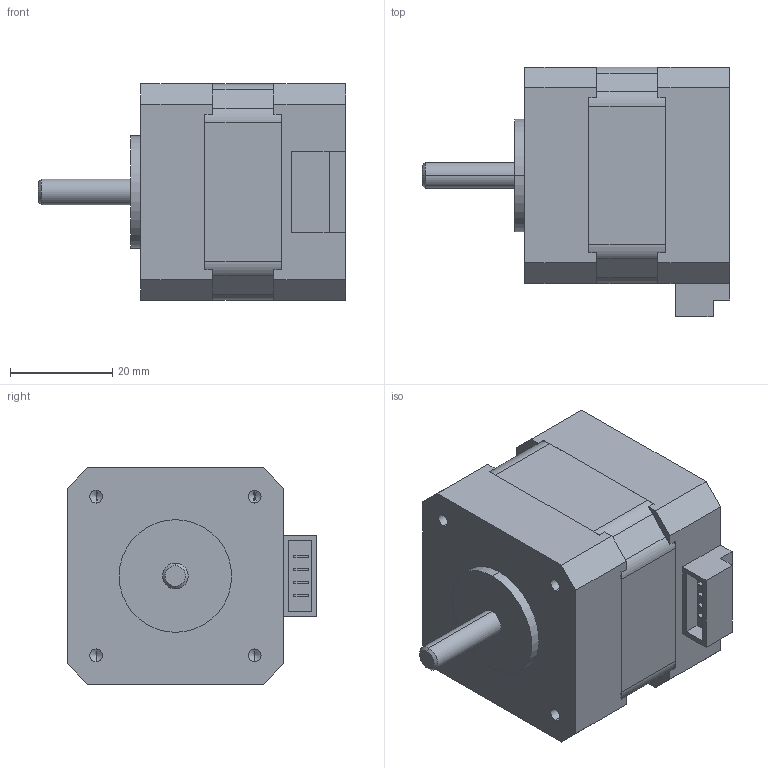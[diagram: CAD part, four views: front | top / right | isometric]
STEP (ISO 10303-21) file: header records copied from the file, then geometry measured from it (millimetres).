
FILE_DESCRIPTION (( 'STEP AP203' ), '1' );
FILE_NAME ('42.3X42.3L=40 装配.STEP', '2022-05-17T02:51:58', ( '微软用户' ), ( '微软中国' ), 'SwSTEP 2.0', 'SolidWorks 2020', '' );
FILE_SCHEMA (( 'CONFIG_CONTROL_DESIGN' ));
Length unit declared in the file: millimetre
Products named in the file (3): 42.3X42.3L=40; M3X8圉埴芛儂挴蹟佪; 42.3X42.3L=40 蚾饜
Assembly tree (5 placements, depth 2):
  42.3X42.3L=40 蚾饜
    42.3X42.3L=40
    M3X8圉埴芛儂挴蹟佪  x4
Bounding box: 60 x 48.8 x 42.3 mm (x, y, z)
Volume: 71600.5 mm3; surface area: 19096.9 mm2
Topology: 8 solids, 8 shells, 227 faces, 550 edges, 350 vertices
Faces by surface type: plane 145, cylinder 44, cone 18, torus 16, sphere 4
Entity records: 4675 total; most frequent: DIRECTION 756, CARTESIAN_POINT 743, ORIENTED_EDGE 708, EDGE_CURVE 354, VECTOR 266, LINE 266, AXIS2_PLACEMENT_3D 245, VERTEX_POINT 232
